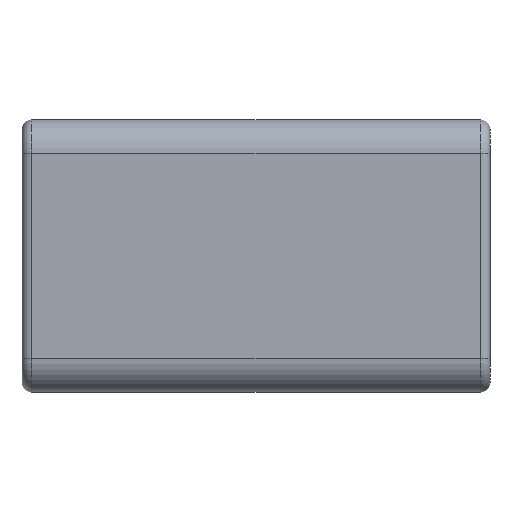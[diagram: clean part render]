
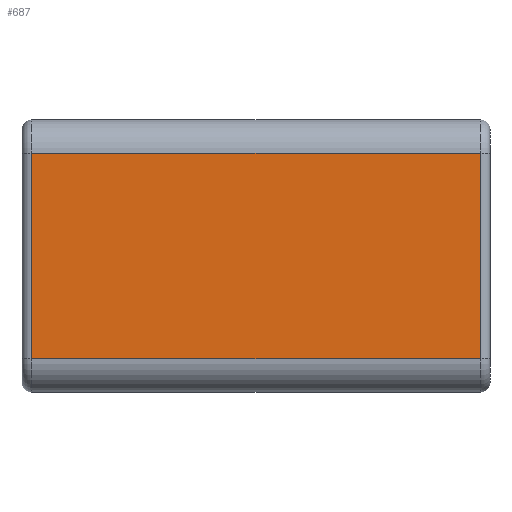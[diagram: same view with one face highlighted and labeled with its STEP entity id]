
A CAD part, front view. The second image highlights one B-rep face of the part: STEP entity #687.
In plain terms, the highlighted planar face has unit normal (0, -1, 0).
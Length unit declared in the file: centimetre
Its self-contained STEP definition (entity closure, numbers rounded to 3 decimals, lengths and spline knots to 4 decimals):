
#77 = FACE_OUTER_BOUND ( 'NONE', #711, .T. ) ;
#105 = DIRECTION ( 'NONE',  ( 0., 0., 1. ) ) ;
#107 = CARTESIAN_POINT ( 'NONE',  ( -4.7, 0., 0. ) ) ;
#119 = EDGE_CURVE ( 'NONE', #565, #146, #640, .T. ) ;
#146 = VERTEX_POINT ( 'NONE', #213 ) ;
#147 = CARTESIAN_POINT ( 'NONE',  ( -4.7, 0., 2.15 ) ) ;
#161 = CARTESIAN_POINT ( 'NONE',  ( 0., 0., 0. ) ) ;
#169 = CARTESIAN_POINT ( 'NONE',  ( 0., 0., 2.15 ) ) ;
#171 = CARTESIAN_POINT ( 'NONE',  ( 0., 0., -2.15 ) ) ;
#174 = CARTESIAN_POINT ( 'NONE',  ( -4.7, 0., -2.15 ) ) ;
#213 = CARTESIAN_POINT ( 'NONE',  ( 4.7, 0., 2.15 ) ) ;
#219 = LINE ( 'NONE', #107, #651 ) ;
#221 = VECTOR ( 'NONE', #580, 100. ) ;
#228 = EDGE_CURVE ( 'NONE', #146, #751, #540, .T. ) ;
#271 = DIRECTION ( 'NONE',  ( 1., 0., 0. ) ) ;
#283 = AXIS2_PLACEMENT_3D ( 'NONE', #161, #572, #772 ) ;
#338 = PLANE ( 'NONE',  #283 ) ;
#373 = ORIENTED_EDGE ( 'NONE', *, *, #646, .T. ) ;
#452 = ORIENTED_EDGE ( 'NONE', *, *, #228, .T. ) ;
#455 = VECTOR ( 'NONE', #271, 100. ) ;
#469 = VECTOR ( 'NONE', #105, 100. ) ;
#529 = LINE ( 'NONE', #171, #455 ) ;
#540 = LINE ( 'NONE', #169, #221 ) ;
#551 = CARTESIAN_POINT ( 'NONE',  ( 4.7, 0., -2.15 ) ) ;
#565 = VERTEX_POINT ( 'NONE', #551 ) ;
#572 = DIRECTION ( 'NONE',  ( 0., 1., 0. ) ) ;
#580 = DIRECTION ( 'NONE',  ( -1., 0., 0. ) ) ;
#588 = ORIENTED_EDGE ( 'NONE', *, *, #604, .T. ) ;
#604 = EDGE_CURVE ( 'NONE', #712, #565, #529, .T. ) ;
#640 = LINE ( 'NONE', #766, #469 ) ;
#646 = EDGE_CURVE ( 'NONE', #751, #712, #219, .T. ) ;
#651 = VECTOR ( 'NONE', #775, 100. ) ;
#683 = ORIENTED_EDGE ( 'NONE', *, *, #119, .T. ) ;
#687 = ADVANCED_FACE ( 'NONE', ( #77 ), #338, .F. ) ;
#711 = EDGE_LOOP ( 'NONE', ( #452, #373, #588, #683 ) ) ;
#712 = VERTEX_POINT ( 'NONE', #174 ) ;
#751 = VERTEX_POINT ( 'NONE', #147 ) ;
#766 = CARTESIAN_POINT ( 'NONE',  ( 4.7, 0., 0. ) ) ;
#772 = DIRECTION ( 'NONE',  ( 0., 0., 1. ) ) ;
#775 = DIRECTION ( 'NONE',  ( 0., 0., -1. ) ) ;
